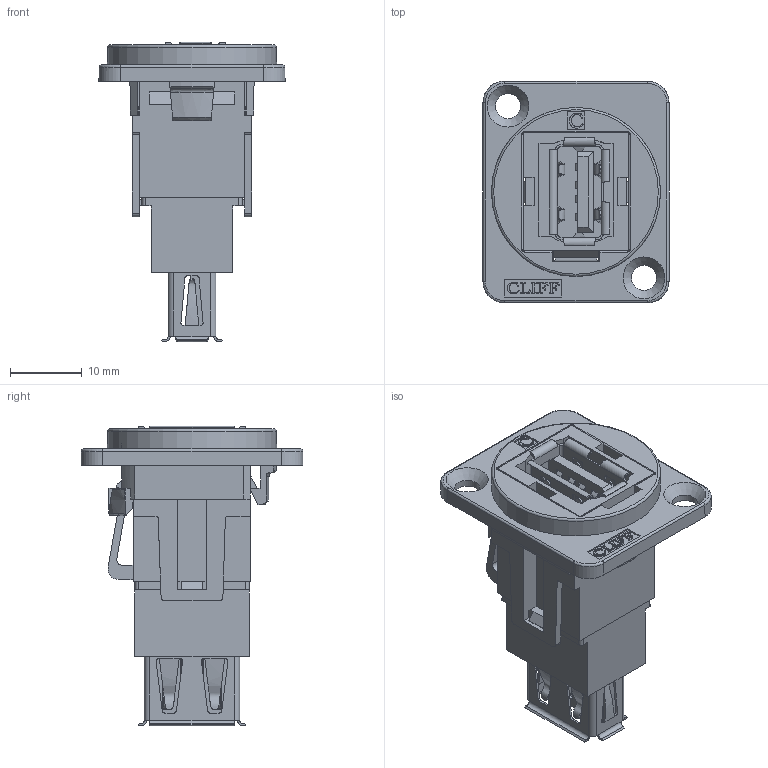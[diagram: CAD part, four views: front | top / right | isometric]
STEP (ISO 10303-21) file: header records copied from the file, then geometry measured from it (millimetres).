
FILE_DESCRIPTION(/* description */ (''),/* implementation_level */ '2;1');
FILE_NAME(/* name */ 'CP30205N + CP30208N USB A-A.stp',/* time_stamp */ '2016-01-18T12:29:26+00:00',/* author */ ('tottley'),/* organization */ (''),/* preprocessor_version */ 'ST-DEVELOPER v16.1',/* originating_system */ 'Autodesk Inventor 2016',/* authorisation */ '');
FILE_SCHEMA (('AUTOMOTIVE_DESIGN { 1 0 10303 214 3 1 1 }'));
Length unit declared in the file: millimetre
Products named in the file (1): Part48
Bounding box: 26 x 31 x 41.86 mm (x, y, z)
Volume: 8428.3 mm3; surface area: 8078.8 mm2
Topology: 1 solids, 1 shells, 759 faces, 2131 edges, 1366 vertices
Faces by surface type: plane 451, bspline 157, cylinder 131, cone 12, torus 8
Full cylindrical faces by diameter (mm): 3.5 x2
Entity records: 38759 total; most frequent: CARTESIAN_POINT 19390, ORIENTED_EDGE 4256, DIRECTION 3366, EDGE_CURVE 2125, LINE 1522, VECTOR 1522, VERTEX_POINT 1366, AXIS2_PLACEMENT_3D 922
